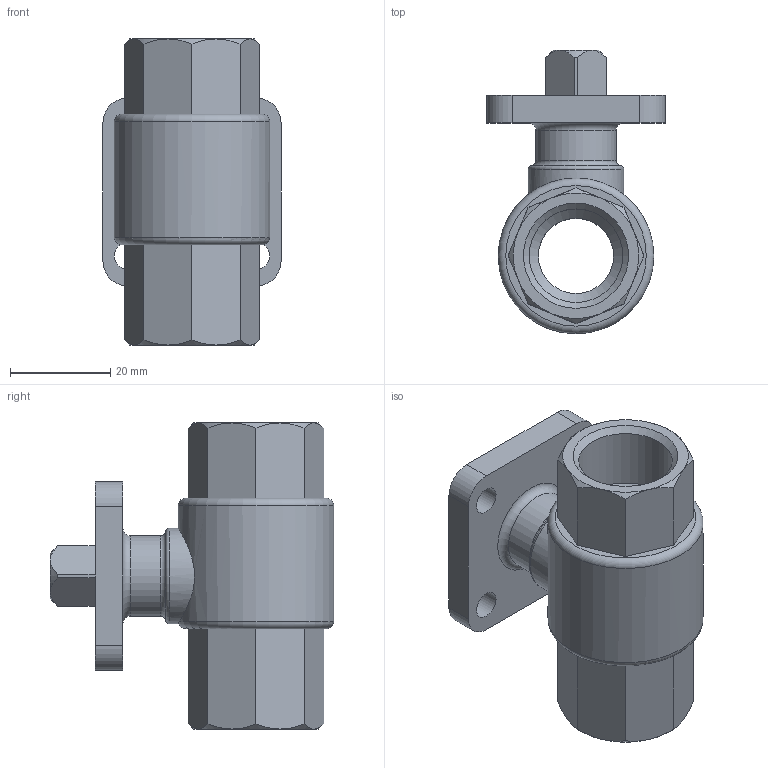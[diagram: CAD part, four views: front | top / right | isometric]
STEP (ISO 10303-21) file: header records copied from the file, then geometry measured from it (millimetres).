
FILE_DESCRIPTION(/* description */ ('STEP AP214'),/* implementation_level */ '2;1');
FILE_NAME(/* name */ '4405648_VZBM-1_2-RP-25-D-2-F03-B2B3',/* time_stamp */ '2024-09-18T02:33:33+02:00',/* author */ ('License CC BY-ND 4.0'),/* organization */ ('CADENAS'),/* preprocessor_version */ 'ST-DEVELOPER v19.3',/* originating_system */ 'PARTsolutions',/* authorisation */ ' ');
FILE_SCHEMA (('AUTOMOTIVE_DESIGN {1 0 10303 214 3 1 1}'));
Length unit declared in the file: millimetre
Products named in the file (1): 4405648 VZBM-1/2-RP-25-D-2-F03-B2B3
Bounding box: 35.5 x 56.5 x 61 mm (x, y, z)
Volume: 32582.2 mm3; surface area: 13971.4 mm2
Topology: 1 solids, 1 shells, 89 faces, 212 edges, 130 vertices
Faces by surface type: plane 32, cone 30, cylinder 20, torus 7
Full cylindrical faces by diameter (mm): 4.917 x1, 5.5 x4, 15 x1, 16 x1, 18.631 x2, 19 x1, 25.15 x1, 31 x1
Entity records: 2477 total; most frequent: CARTESIAN_POINT 545, DIRECTION 388, ORIENTED_EDGE 356, EDGE_CURVE 178, AXIS2_PLACEMENT_3D 162, FACE_BOUND 134, EDGE_LOOP 133, VERTEX_POINT 126
